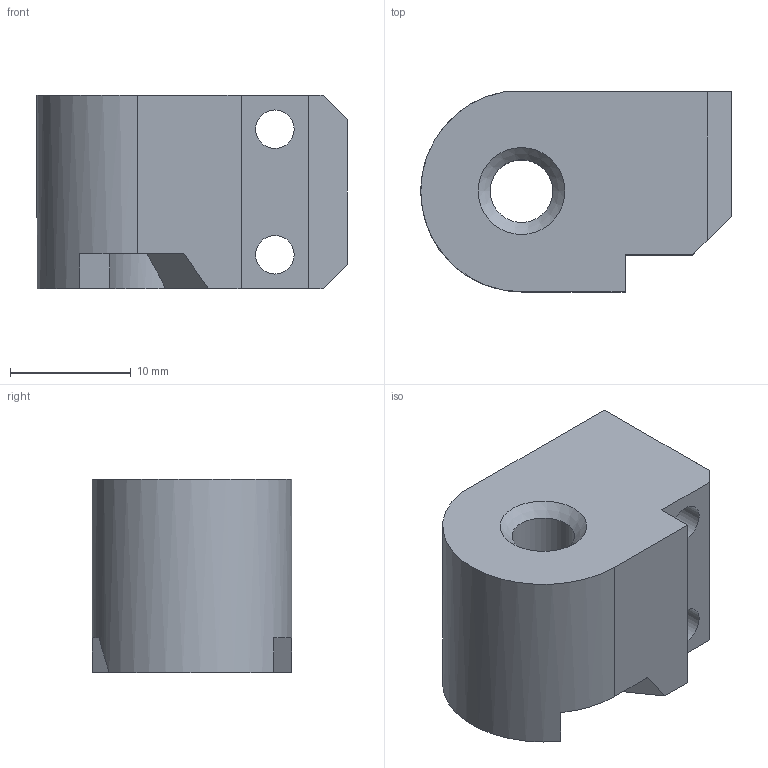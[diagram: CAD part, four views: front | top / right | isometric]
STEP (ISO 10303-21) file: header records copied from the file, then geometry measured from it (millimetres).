
FILE_DESCRIPTION(/* description */ (''),/* implementation_level */ '2;1');
FILE_NAME(/* name */ '36-stock-leaf.step',/* time_stamp */ '2022-04-06T21:26:50+01:00',/* author */ (''),/* organization */ (''),/* preprocessor_version */ 'ST-DEVELOPER v18.1',/* originating_system */ 'Autodesk Translation Framework v10.13.0.1454',/* authorisation */ '');
FILE_SCHEMA (('AUTOMOTIVE_DESIGN { 1 0 10303 214 3 1 1 }'));
Length unit declared in the file: millimetre
Products named in the file (1): 36-stock-leaf
Bounding box: 25.73 x 16.57 x 16 mm (x, y, z)
Volume: 5053.8 mm3; surface area: 2372.1 mm2
Topology: 1 solids, 1 shells, 25 faces, 68 edges, 45 vertices
Faces by surface type: plane 18, cylinder 6, cone 1
Full cylindrical faces by diameter (mm): 3.2 x2, 5.2 x1
Entity records: 844 total; most frequent: CARTESIAN_POINT 139, DIRECTION 138, ORIENTED_EDGE 136, EDGE_CURVE 68, LINE 50, VECTOR 50, VERTEX_POINT 45, AXIS2_PLACEMENT_3D 44
